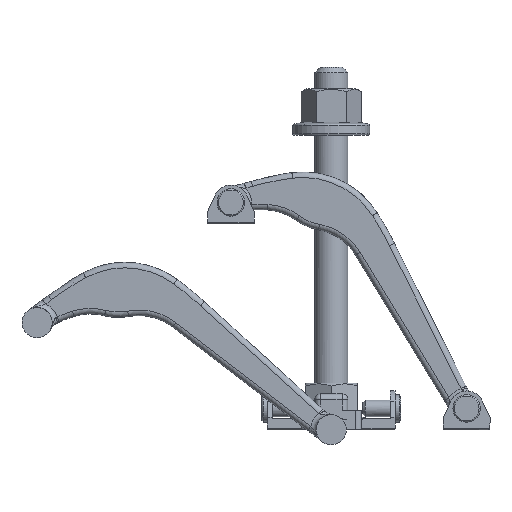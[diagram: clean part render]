
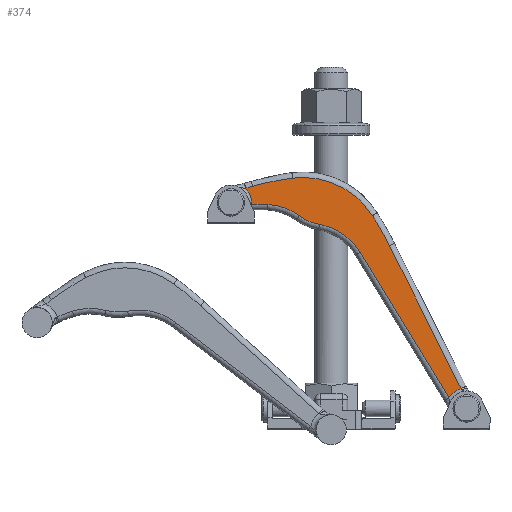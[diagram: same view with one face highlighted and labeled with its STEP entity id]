
A CAD part, front view. The second image highlights one B-rep face of the part: STEP entity #374.
In plain terms, the highlighted planar face has unit normal (0, -1, 0).
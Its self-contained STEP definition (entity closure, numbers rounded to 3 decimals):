
#374 = ADVANCED_FACE( '', ( #666 ), #667, .T. );
#666 = FACE_OUTER_BOUND( '', #2168, .T. );
#667 = PLANE( '', #2169 );
#2168 = EDGE_LOOP( '', ( #4166, #4167, #4168, #4169, #4170, #4171, #4172, #4173, #4174, #4175, #4176, #4177 ) );
#2169 = AXIS2_PLACEMENT_3D( '', #4178, #4179, #4180 );
#4166 = ORIENTED_EDGE( '', *, *, #4988, .T. );
#4167 = ORIENTED_EDGE( '', *, *, #4989, .T. );
#4168 = ORIENTED_EDGE( '', *, *, #4946, .T. );
#4169 = ORIENTED_EDGE( '', *, *, #4937, .T. );
#4170 = ORIENTED_EDGE( '', *, *, #4950, .T. );
#4171 = ORIENTED_EDGE( '', *, *, #4953, .T. );
#4172 = ORIENTED_EDGE( '', *, *, #4955, .T. );
#4173 = ORIENTED_EDGE( '', *, *, #4880, .T. );
#4174 = ORIENTED_EDGE( '', *, *, #4888, .T. );
#4175 = ORIENTED_EDGE( '', *, *, #4990, .T. );
#4176 = ORIENTED_EDGE( '', *, *, #4991, .T. );
#4177 = ORIENTED_EDGE( '', *, *, #4992, .T. );
#4178 = CARTESIAN_POINT( '', ( -42.88, -19., -30.922 ) );
#4179 = DIRECTION( '', ( 0., -1., 0. ) );
#4180 = DIRECTION( '', ( 0., 0., -1. ) );
#4880 = EDGE_CURVE( '', #5401, #5398, #5402, .T. );
#4888 = EDGE_CURVE( '', #5398, #5412, #5414, .F. );
#4937 = EDGE_CURVE( '', #5488, #5493, #5495, .T. );
#4946 = EDGE_CURVE( '', #5510, #5488, #5511, .F. );
#4950 = EDGE_CURVE( '', #5493, #5516, #5518, .T. );
#4953 = EDGE_CURVE( '', #5516, #5520, #5522, .T. );
#4955 = EDGE_CURVE( '', #5520, #5401, #5524, .T. );
#4988 = EDGE_CURVE( '', #5578, #5579, #5580, .F. );
#4989 = EDGE_CURVE( '', #5579, #5510, #5581, .T. );
#4990 = EDGE_CURVE( '', #5412, #5582, #5583, .F. );
#4991 = EDGE_CURVE( '', #5582, #5584, #5585, .F. );
#4992 = EDGE_CURVE( '', #5584, #5578, #5586, .T. );
#5398 = VERTEX_POINT( '', #6591 );
#5401 = VERTEX_POINT( '', #6625 );
#5402 = LINE( '', #6626, #6627 );
#5412 = VERTEX_POINT( '', #6778 );
#5414 = CIRCLE( '', #6785, 7.5 );
#5488 = VERTEX_POINT( '', #7882 );
#5493 = VERTEX_POINT( '', #7898 );
#5495 = LINE( '', #7900, #7901 );
#5510 = VERTEX_POINT( '', #7937 );
#5511 = CIRCLE( '', #7938, 7.5 );
#5516 = VERTEX_POINT( '', #7988 );
#5518 = CIRCLE( '', #7990, 123. );
#5520 = VERTEX_POINT( '', #7992 );
#5522 = CIRCLE( '', #7994, 30. );
#5524 = CIRCLE( '', #7996, 98. );
#5578 = VERTEX_POINT( '', #8459 );
#5579 = VERTEX_POINT( '', #8460 );
#5580 = CIRCLE( '', #8461, 22. );
#5581 = LINE( '', #8462, #8463 );
#5582 = VERTEX_POINT( '', #8464 );
#5583 = CIRCLE( '', #8465, 49. );
#5584 = VERTEX_POINT( '', #8466 );
#5585 = CIRCLE( '', #8467, 22. );
#5586 = CIRCLE( '', #8468, 18. );
#6591 = CARTESIAN_POINT( '', ( -103.935, -19., 45.778 ) );
#6625 = CARTESIAN_POINT( '', ( -101.869, -19., 47.335 ) );
#6626 = CARTESIAN_POINT( '', ( -105.16, -19., 44.855 ) );
#6627 = VECTOR( '', #9974, 1000. );
#6778 = CARTESIAN_POINT( '', ( -99.903, -19., 41.013 ) );
#6785 = AXIS2_PLACEMENT_3D( '', #9982, #9983, #9984 );
#7882 = CARTESIAN_POINT( '', ( -4.519, -19., 5.985 ) );
#7898 = CARTESIAN_POINT( '', ( -47.616, -19., 45.132 ) );
#7900 = CARTESIAN_POINT( '', ( -47.616, -19., 45.132 ) );
#7901 = VECTOR( '', #10032, 1000. );
#7937 = CARTESIAN_POINT( '', ( -7.393, -19., 1.261 ) );
#7938 = AXIS2_PLACEMENT_3D( '', #10038, #10039, #10040 );
#7988 = CARTESIAN_POINT( '', ( -57.33, -19., 53.09 ) );
#7990 = AXIS2_PLACEMENT_3D( '', #10047, #10048, #10049 );
#7992 = CARTESIAN_POINT( '', ( -89.361, -19., 55.353 ) );
#7994 = AXIS2_PLACEMENT_3D( '', #10056, #10057, #10058 );
#7996 = AXIS2_PLACEMENT_3D( '', #10062, #10063, #10064 );
#8459 = CARTESIAN_POINT( '', ( -74.173, -19., 43.175 ) );
#8460 = CARTESIAN_POINT( '', ( -56.61, -19., 39.027 ) );
#8461 = AXIS2_PLACEMENT_3D( '', #10098, #10099, #10100 );
#8462 = CARTESIAN_POINT( '', ( -6.176, -19., 0.327 ) );
#8463 = VECTOR( '', #10101, 1000. );
#8464 = CARTESIAN_POINT( '', ( -94.257, -19., 43.16 ) );
#8465 = AXIS2_PLACEMENT_3D( '', #10102, #10103, #10104 );
#8466 = CARTESIAN_POINT( '', ( -82.145, -19., 43.436 ) );
#8467 = AXIS2_PLACEMENT_3D( '', #10105, #10106, #10107 );
#8468 = AXIS2_PLACEMENT_3D( '', #10108, #10109, #10110 );
#9974 = DIRECTION( '', ( -0.799, 0., -0.602 ) );
#9982 = CARTESIAN_POINT( '', ( -107.125, -19., 38.991 ) );
#9983 = DIRECTION( '', ( 0., -1., 0. ) );
#9984 = DIRECTION( '', ( 0., 0., -1. ) );
#10032 = DIRECTION( '', ( -0.74, 0., 0.672 ) );
#10038 = CARTESIAN_POINT( '', ( 0., -19., 0. ) );
#10039 = DIRECTION( '', ( 0., -1., 0. ) );
#10040 = DIRECTION( '', ( 0., 0., -1. ) );
#10047 = CARTESIAN_POINT( '', ( -130.318, -19., -45.915 ) );
#10048 = DIRECTION( '', ( 0., -1., 0. ) );
#10049 = DIRECTION( '', ( 0., 0., -1. ) );
#10056 = CARTESIAN_POINT( '', ( -75.132, -19., 28.942 ) );
#10057 = DIRECTION( '', ( 0., -1., 0. ) );
#10058 = DIRECTION( '', ( 0., 0., -1. ) );
#10062 = CARTESIAN_POINT( '', ( -42.88, -19., -30.922 ) );
#10063 = DIRECTION( '', ( 0., -1., 0. ) );
#10064 = DIRECTION( '', ( 0., 0., -1. ) );
#10098 = CARTESIAN_POINT( '', ( -70.003, -19., 21.573 ) );
#10099 = DIRECTION( '', ( 0., -1., 0. ) );
#10100 = DIRECTION( '', ( 0., 0., -1. ) );
#10101 = DIRECTION( '', ( 0.793, 0., -0.609 ) );
#10102 = CARTESIAN_POINT( '', ( -79.696, -19., -3.627 ) );
#10103 = DIRECTION( '', ( 0., -1., 0. ) );
#10104 = DIRECTION( '', ( 0., 0., -1. ) );
#10105 = CARTESIAN_POINT( '', ( -87.719, -19., 22.153 ) );
#10106 = DIRECTION( '', ( 0., -1., 0. ) );
#10107 = DIRECTION( '', ( 0., 0., -1. ) );
#10108 = CARTESIAN_POINT( '', ( -77.584, -19., 60.848 ) );
#10109 = DIRECTION( '', ( 0., -1., 0. ) );
#10110 = DIRECTION( '', ( 0., 0., -1. ) );
